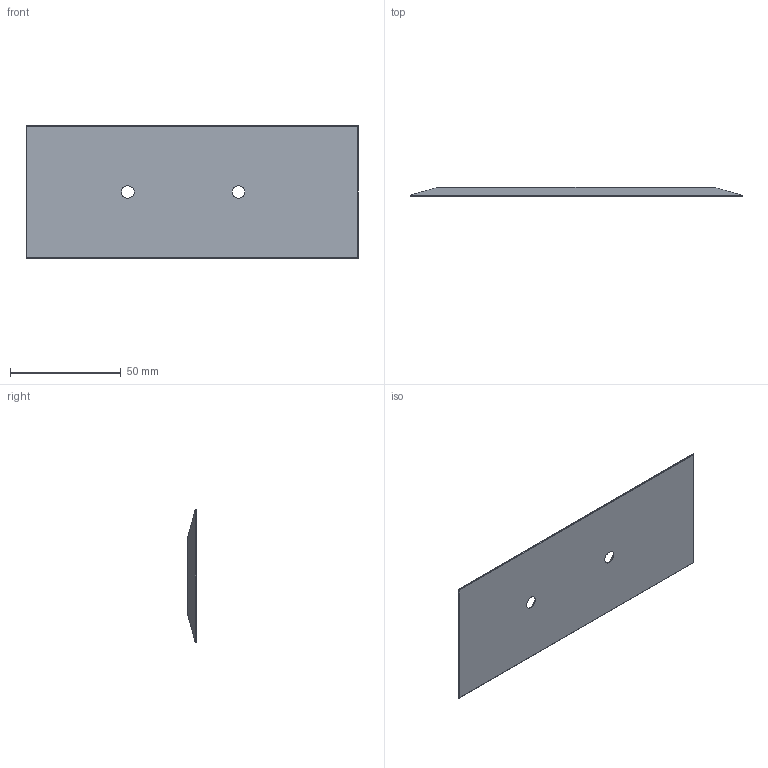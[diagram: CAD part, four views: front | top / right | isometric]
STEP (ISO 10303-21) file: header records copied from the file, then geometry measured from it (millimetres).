
FILE_DESCRIPTION((''),'2;1');
FILE_NAME('CAD-9271','2025-02-18T14:50:27',('creinig-se'),(''),'CREO PARAMETRIC BY PTC INC, 2022284','CREO PARAMETRIC BY PTC INC, 2022284','');
FILE_SCHEMA(('CONFIG_CONTROL_DESIGN','SHAPE_APPEARANCE_LAYERS_GROUPS'));
Length unit declared in the file: millimetre
Products named in the file (1): CAD-9271
Bounding box: 150 x 4 x 60 mm (x, y, z)
Volume: 23480.4 mm3; surface area: 18693.8 mm2
Topology: 1 solids, 1 shells, 53 faces, 142 edges, 92 vertices
Faces by surface type: cylinder 30, plane 19, cone 4
Entity records: 2205 total; most frequent: CARTESIAN_POINT 324, DIRECTION 296, ORIENTED_EDGE 284, PRESENTATION_STYLE_ASSIGNMENT 143, STYLED_ITEM 143, CURVE_STYLE 142, EDGE_CURVE 142, AXIS2_PLACEMENT_3D 109
